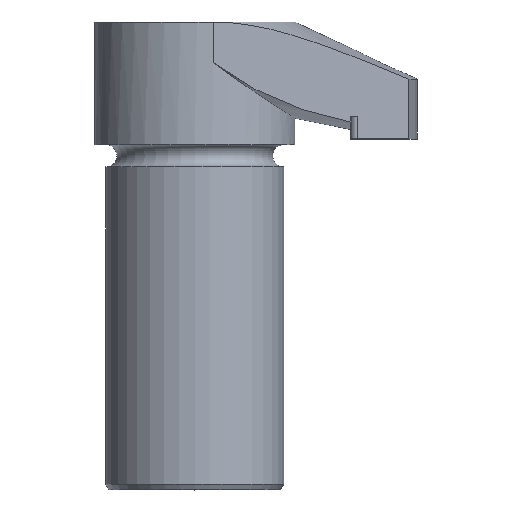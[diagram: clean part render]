
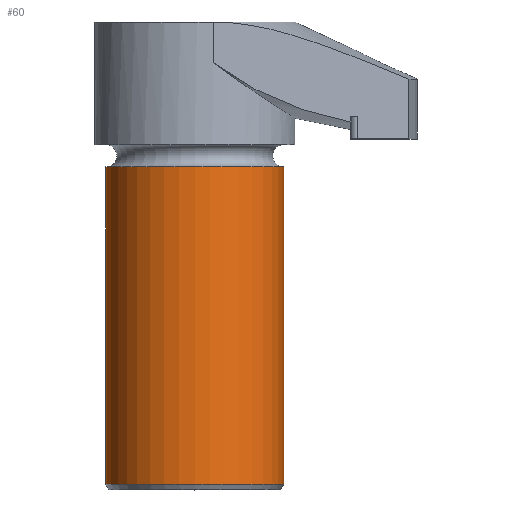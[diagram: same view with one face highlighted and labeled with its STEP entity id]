
A CAD part, top view. The second image highlights one B-rep face of the part: STEP entity #60.
In plain terms, the highlighted cylindrical face has radius 8 mm (diameter 16 mm), a full revolution.
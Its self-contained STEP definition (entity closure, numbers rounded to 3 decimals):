
#60 = ADVANCED_FACE( '', ( #139, #140 ), #141, .T. );
#139 = FACE_OUTER_BOUND( '', #245, .T. );
#140 = FACE_OUTER_BOUND( '', #246, .T. );
#141 = CYLINDRICAL_SURFACE( '', #247, 8. );
#245 = EDGE_LOOP( '', ( #366 ) );
#246 = EDGE_LOOP( '', ( #367 ) );
#247 = AXIS2_PLACEMENT_3D( '', #368, #369, #370 );
#366 = ORIENTED_EDGE( '', *, *, #562, .F. );
#367 = ORIENTED_EDGE( '', *, *, #563, .T. );
#368 = CARTESIAN_POINT( '', ( 0., 0., 0. ) );
#369 = DIRECTION( '', ( 0., 1., 0. ) );
#370 = DIRECTION( '', ( 0., 0., -1. ) );
#562 = EDGE_CURVE( '', #655, #655, #656, .T. );
#563 = EDGE_CURVE( '', #657, #657, #658, .T. );
#655 = VERTEX_POINT( '', #848 );
#656 = CIRCLE( '', #849, 8. );
#657 = VERTEX_POINT( '', #850 );
#658 = CIRCLE( '', #851, 8. );
#848 = CARTESIAN_POINT( '', ( 0., 0.5, -8. ) );
#849 = AXIS2_PLACEMENT_3D( '', #996, #997, #998 );
#850 = CARTESIAN_POINT( '', ( 0., 29., -8. ) );
#851 = AXIS2_PLACEMENT_3D( '', #999, #1000, #1001 );
#996 = CARTESIAN_POINT( '', ( 0., 0.5, 0. ) );
#997 = DIRECTION( '', ( 0., -1., 0. ) );
#998 = DIRECTION( '', ( 0., 0., -1. ) );
#999 = CARTESIAN_POINT( '', ( 0., 29., 0. ) );
#1000 = DIRECTION( '', ( 0., -1., 0. ) );
#1001 = DIRECTION( '', ( 0., 0., -1. ) );
